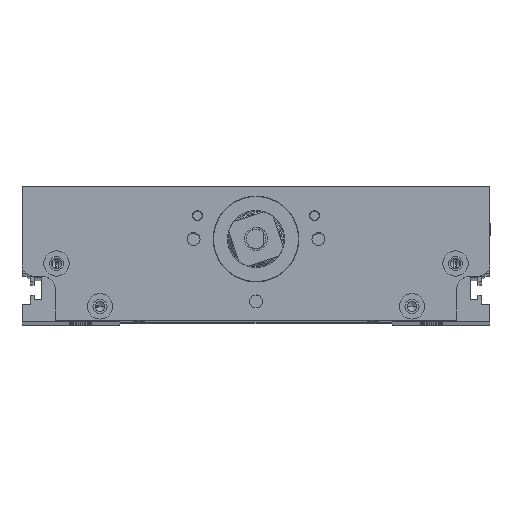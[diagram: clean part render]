
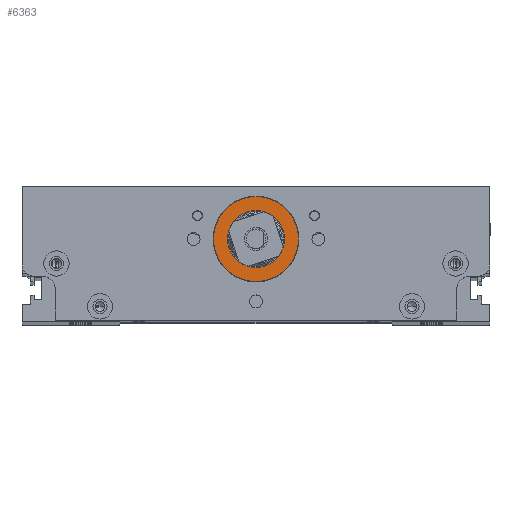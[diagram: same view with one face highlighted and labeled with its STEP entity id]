
A CAD part, top view. The second image highlights one B-rep face of the part: STEP entity #6363.
In plain terms, the highlighted planar face has unit normal (0, 0, 1).
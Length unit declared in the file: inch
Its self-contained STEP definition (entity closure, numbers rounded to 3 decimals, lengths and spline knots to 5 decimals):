
#1266 = VERTEX_POINT ( 'NONE', #5014 ) ;
#1713 = AXIS2_PLACEMENT_3D ( 'NONE', #29428, #17165, #28948 ) ;
#2741 = DIRECTION ( 'NONE',  ( 0., 0., -1. ) ) ;
#4899 = EDGE_LOOP ( 'NONE', ( #12548, #12504 ) ) ;
#5014 = CARTESIAN_POINT ( 'NONE',  ( 0.2874, 0.59326, 10.59921 ) ) ;
#6363 = ADVANCED_FACE ( 'NONE', ( #14532, #30133 ), #26303, .T. ) ;
#6863 = CARTESIAN_POINT ( 'NONE',  ( 0., 0.59326, 10.59921 ) ) ;
#10636 = ORIENTED_EDGE ( 'NONE', *, *, #45236, .F. ) ;
#12504 = ORIENTED_EDGE ( 'NONE', *, *, #28098, .T. ) ;
#12548 = ORIENTED_EDGE ( 'NONE', *, *, #24421, .T. ) ;
#12689 = CIRCLE ( 'NONE', #35550, 0.2874 ) ;
#14532 = FACE_OUTER_BOUND ( 'NONE', #24325, .T. ) ;
#16598 = DIRECTION ( 'NONE',  ( -1., 0., 0. ) ) ;
#17165 = DIRECTION ( 'NONE',  ( 0., 0., -1. ) ) ;
#18624 = DIRECTION ( 'NONE',  ( 1., 0., 0. ) ) ;
#19388 = CARTESIAN_POINT ( 'NONE',  ( 0., 0.59326, 10.59921 ) ) ;
#19693 = CIRCLE ( 'NONE', #1713, 0.42907 ) ;
#21657 = VERTEX_POINT ( 'NONE', #43042 ) ;
#24325 = EDGE_LOOP ( 'NONE', ( #40128, #10636 ) ) ;
#24421 = EDGE_CURVE ( 'NONE', #1266, #21657, #35459, .T. ) ;
#26303 = PLANE ( 'NONE',  #28253 ) ;
#26628 = CARTESIAN_POINT ( 'NONE',  ( -0.42907, 0.59326, 10.59921 ) ) ;
#27148 = CIRCLE ( 'NONE', #46703, 0.42907 ) ;
#28098 = EDGE_CURVE ( 'NONE', #21657, #1266, #12689, .T. ) ;
#28253 = AXIS2_PLACEMENT_3D ( 'NONE', #6863, #45957, #37057 ) ;
#28948 = DIRECTION ( 'NONE',  ( -1., 0., 0. ) ) ;
#29311 = DIRECTION ( 'NONE',  ( 1., 0., 0. ) ) ;
#29428 = CARTESIAN_POINT ( 'NONE',  ( 0., 0.59326, 10.59921 ) ) ;
#30133 = FACE_BOUND ( 'NONE', #4899, .T. ) ;
#30431 = AXIS2_PLACEMENT_3D ( 'NONE', #49718, #2741, #29311 ) ;
#32046 = VERTEX_POINT ( 'NONE', #48652 ) ;
#35459 = CIRCLE ( 'NONE', #30431, 0.2874 ) ;
#35550 = AXIS2_PLACEMENT_3D ( 'NONE', #19388, #42386, #18624 ) ;
#37057 = DIRECTION ( 'NONE',  ( 1., 0., 0. ) ) ;
#39862 = DIRECTION ( 'NONE',  ( 0., 0., -1. ) ) ;
#40128 = ORIENTED_EDGE ( 'NONE', *, *, #49434, .F. ) ;
#42386 = DIRECTION ( 'NONE',  ( 0., 0., -1. ) ) ;
#43042 = CARTESIAN_POINT ( 'NONE',  ( -0.2874, 0.59326, 10.59921 ) ) ;
#45236 = EDGE_CURVE ( 'NONE', #32046, #45353, #19693, .T. ) ;
#45353 = VERTEX_POINT ( 'NONE', #26628 ) ;
#45957 = DIRECTION ( 'NONE',  ( 0., 0., 1. ) ) ;
#46703 = AXIS2_PLACEMENT_3D ( 'NONE', #47993, #39862, #16598 ) ;
#47993 = CARTESIAN_POINT ( 'NONE',  ( 0., 0.59326, 10.59921 ) ) ;
#48652 = CARTESIAN_POINT ( 'NONE',  ( 0.42907, 0.59326, 10.59921 ) ) ;
#49434 = EDGE_CURVE ( 'NONE', #45353, #32046, #27148, .T. ) ;
#49718 = CARTESIAN_POINT ( 'NONE',  ( 0., 0.59326, 10.59921 ) ) ;
